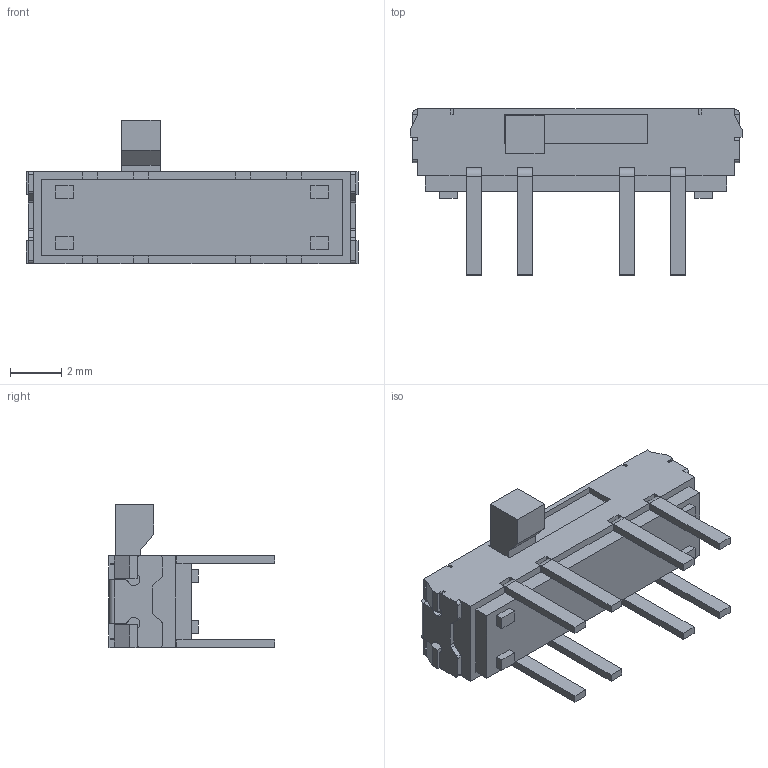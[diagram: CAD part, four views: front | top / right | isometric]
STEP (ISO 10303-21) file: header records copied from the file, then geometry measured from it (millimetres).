
FILE_DESCRIPTION((''),'2;1');
FILE_NAME('JS203011AQN_SW0001_PRT','2016-06-29T',('jtrepler'),(''),'PRO/ENGINEER BY PARAMETRIC TECHNOLOGY CORPORATION, 2011410','PRO/ENGINEER BY PARAMETRIC TECHNOLOGY CORPORATION, 2011410','');
FILE_SCHEMA(('AUTOMOTIVE_DESIGN_CC2 { 1 2 10303 214 -1 1 5 2 }'));
Length unit declared in the file: inch
Products named in the file (1): JS203011AQN_SW0001_PRT
Bounding box: 13 x 6.5 x 5.6 mm (x, y, z)
Volume: 149.1 mm3; surface area: 293.9 mm2
Topology: 1 solids, 1 shells, 328 faces, 849 edges, 526 vertices
Faces by surface type: plane 231, cylinder 50, extrusion 47
Entity records: 10274 total; most frequent: CARTESIAN_POINT 2345, ORIENTED_EDGE 1698, DIRECTION 1494, EDGE_CURVE 849, VECTOR 668, LINE 621, VERTEX_POINT 526, AXIS2_PLACEMENT_3D 413
